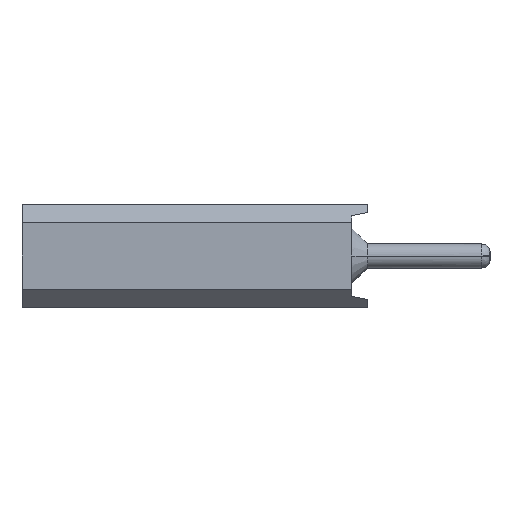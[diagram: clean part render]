
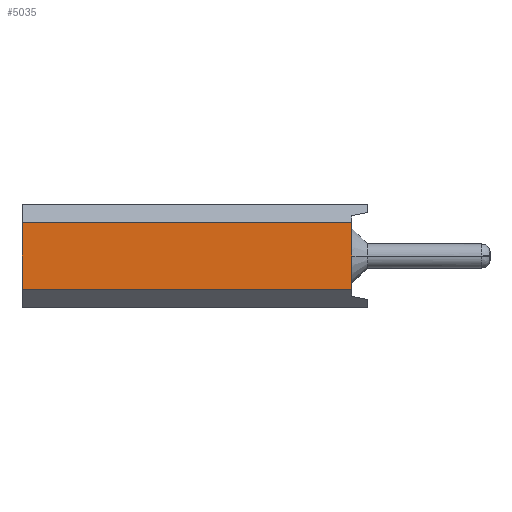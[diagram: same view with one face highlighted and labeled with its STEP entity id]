
A CAD part, left-side view. The second image highlights one B-rep face of the part: STEP entity #5035.
In plain terms, the highlighted planar face has unit normal (-1, 0, 0).
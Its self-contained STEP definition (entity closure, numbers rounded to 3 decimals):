
#805=CARTESIAN_POINT('',(0.,8.5,-2.09));
#806=VERTEX_POINT('',#805);
#816=CARTESIAN_POINT('',(0.,8.5,-0.45));
#817=VERTEX_POINT('',#816);
#818=CARTESIAN_POINT('',(0.,8.5,-2.09));
#819=CARTESIAN_POINT('',(0.,8.5,-1.762));
#820=CARTESIAN_POINT('',(0.,8.5,-1.434));
#821=CARTESIAN_POINT('',(0.,8.5,-1.106));
#822=CARTESIAN_POINT('',(0.,8.5,-0.778));
#823=CARTESIAN_POINT('',(0.,8.5,-0.45));
#824=B_SPLINE_CURVE_WITH_KNOTS('',5,(#818,#819,#820,#821,#822,#823),.UNSPECIFIED.,.F.,.U.,(6,6),(0.,1.64),.UNSPECIFIED.);
#825=EDGE_CURVE('',#806,#817,#824,.T.);
#1506=CARTESIAN_POINT('',(0.,0.4,-0.45));
#1507=VERTEX_POINT('',#1506);
#1508=CARTESIAN_POINT('',(0.,0.4,-0.45));
#1509=CARTESIAN_POINT('',(0.,2.02,-0.45));
#1510=CARTESIAN_POINT('',(0.,3.64,-0.45));
#1511=CARTESIAN_POINT('',(0.,5.26,-0.45));
#1512=CARTESIAN_POINT('',(0.,6.88,-0.45));
#1513=CARTESIAN_POINT('',(0.,8.5,-0.45));
#1514=B_SPLINE_CURVE_WITH_KNOTS('',5,(#1508,#1509,#1510,#1511,#1512,#1513),.UNSPECIFIED.,.F.,.U.,(6,6),(0.,8.1),.UNSPECIFIED.);
#1515=EDGE_CURVE('',#1507,#817,#1514,.T.);
#1566=CARTESIAN_POINT('',(0.,0.4,-2.09));
#1567=VERTEX_POINT('',#1566);
#1568=CARTESIAN_POINT('',(0.,0.4,-0.45));
#1569=CARTESIAN_POINT('',(0.,0.4,-0.778));
#1570=CARTESIAN_POINT('',(0.,0.4,-1.106));
#1571=CARTESIAN_POINT('',(0.,0.4,-1.434));
#1572=CARTESIAN_POINT('',(0.,0.4,-1.762));
#1573=CARTESIAN_POINT('',(0.,0.4,-2.09));
#1574=B_SPLINE_CURVE_WITH_KNOTS('',5,(#1568,#1569,#1570,#1571,#1572,#1573),.UNSPECIFIED.,.F.,.U.,(6,6),(0.,1.64),.UNSPECIFIED.);
#1575=EDGE_CURVE('',#1507,#1567,#1574,.T.);
#5001=CARTESIAN_POINT('',(0.,0.4,-2.09));
#5002=CARTESIAN_POINT('',(0.,2.02,-2.09));
#5003=CARTESIAN_POINT('',(0.,3.64,-2.09));
#5004=CARTESIAN_POINT('',(0.,5.26,-2.09));
#5005=CARTESIAN_POINT('',(0.,6.88,-2.09));
#5006=CARTESIAN_POINT('',(0.,8.5,-2.09));
#5007=B_SPLINE_CURVE_WITH_KNOTS('',5,(#5001,#5002,#5003,#5004,#5005,#5006),.UNSPECIFIED.,.F.,.U.,(6,6),(0.,8.1),.UNSPECIFIED.);
#5008=EDGE_CURVE('',#1567,#806,#5007,.T.);
#5024=CARTESIAN_POINT('',(0.,4.45,-1.27));
#5025=DIRECTION('',(0.,0.,1.));
#5026=DIRECTION('',(-1.,0.,0.));
#5027=AXIS2_PLACEMENT_3D('',#5024,#5026,#5025);
#5028=PLANE('',#5027);
#5029=ORIENTED_EDGE('',*,*,#825,.F.);
#5030=ORIENTED_EDGE('',*,*,#5008,.F.);
#5031=ORIENTED_EDGE('',*,*,#1575,.F.);
#5032=ORIENTED_EDGE('',*,*,#1515,.T.);
#5033=EDGE_LOOP('',(#5029,#5030,#5031,#5032));
#5034=FACE_OUTER_BOUND('',#5033,.T.);
#5035=ADVANCED_FACE('',(#5034),#5028,.T.);
